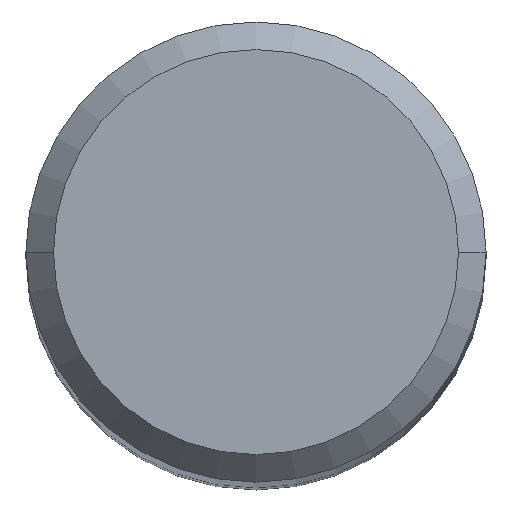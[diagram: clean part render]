
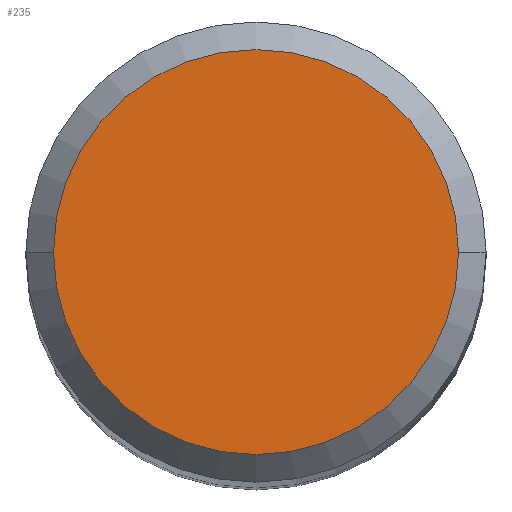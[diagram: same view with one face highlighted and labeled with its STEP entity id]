
A CAD part, top view. The second image highlights one B-rep face of the part: STEP entity #235.
In plain terms, the highlighted planar face has unit normal (0, 0, 1).
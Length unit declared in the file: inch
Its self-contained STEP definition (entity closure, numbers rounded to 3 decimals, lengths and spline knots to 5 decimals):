
#4 = AXIS2_PLACEMENT_3D ( 'NONE', #288, #52, #96 ) ;
#8 = EDGE_CURVE ( 'NONE', #159, #194, #263, .T. ) ;
#27 = ORIENTED_EDGE ( 'NONE', *, *, #191, .T. ) ;
#38 = DIRECTION ( 'NONE',  ( 0., 0., 1. ) ) ;
#43 = ORIENTED_EDGE ( 'NONE', *, *, #8, .T. ) ;
#52 = DIRECTION ( 'NONE',  ( 0., 0., 1. ) ) ;
#75 = AXIS2_PLACEMENT_3D ( 'NONE', #247, #38, #210 ) ;
#85 = DIRECTION ( 'NONE',  ( 1., 0., 0. ) ) ;
#96 = DIRECTION ( 'NONE',  ( 1., 0., 0. ) ) ;
#101 = CARTESIAN_POINT ( 'NONE',  ( -0.11, 0., 2.5 ) ) ;
#112 = FACE_OUTER_BOUND ( 'NONE', #238, .T. ) ;
#119 = AXIS2_PLACEMENT_3D ( 'NONE', #167, #234, #85 ) ;
#159 = VERTEX_POINT ( 'NONE', #101 ) ;
#165 = PLANE ( 'NONE',  #119 ) ;
#167 = CARTESIAN_POINT ( 'NONE',  ( 0., 0., 2.5 ) ) ;
#191 = EDGE_CURVE ( 'NONE', #194, #159, #211, .T. ) ;
#194 = VERTEX_POINT ( 'NONE', #298 ) ;
#210 = DIRECTION ( 'NONE',  ( 1., 0., 0. ) ) ;
#211 = CIRCLE ( 'NONE', #75, 0.11 ) ;
#234 = DIRECTION ( 'NONE',  ( 0., 0., 1. ) ) ;
#235 = ADVANCED_FACE ( 'NONE', ( #112 ), #165, .T. ) ;
#238 = EDGE_LOOP ( 'NONE', ( #43, #27 ) ) ;
#247 = CARTESIAN_POINT ( 'NONE',  ( 0., 0., 2.5 ) ) ;
#263 = CIRCLE ( 'NONE', #4, 0.11 ) ;
#288 = CARTESIAN_POINT ( 'NONE',  ( 0., 0., 2.5 ) ) ;
#298 = CARTESIAN_POINT ( 'NONE',  ( 0.11, 0., 2.5 ) ) ;
